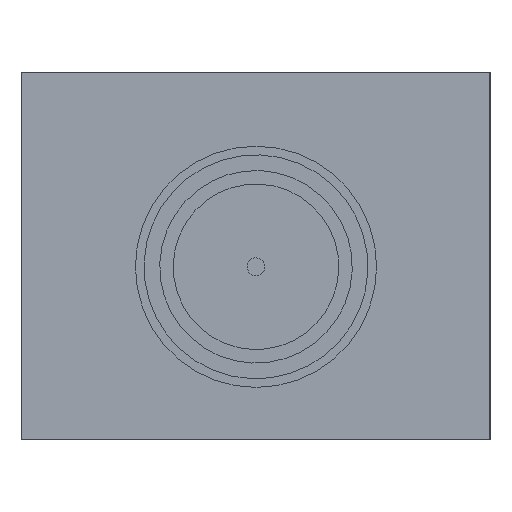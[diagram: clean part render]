
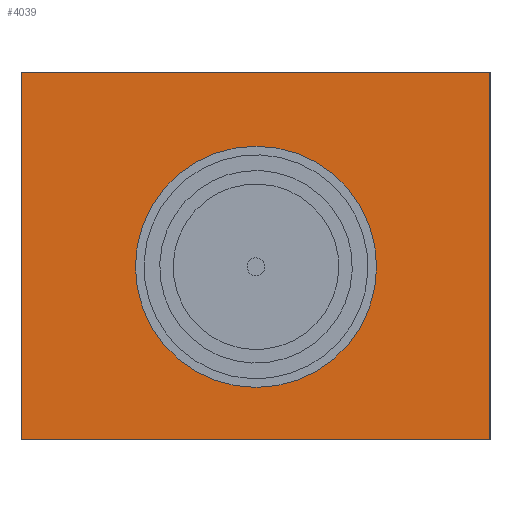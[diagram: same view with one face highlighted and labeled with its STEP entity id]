
A CAD part, left-side view. The second image highlights one B-rep face of the part: STEP entity #4039.
In plain terms, the highlighted planar face has unit normal (-1, 0, 0).
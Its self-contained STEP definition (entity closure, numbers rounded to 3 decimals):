
#4039=ADVANCED_FACE('',(#10732,#10734),#10736,.F.);
#10732=FACE_BOUND('',#10733,.T.);
#10733=EDGE_LOOP('',(#13481,#13482,#13483,#13484));
#10734=FACE_BOUND('',#10735,.T.);
#10735=EDGE_LOOP('',(#13485));
#10736=PLANE('',#10737);
#10737=AXIS2_PLACEMENT_3D('',#10738,#10739,#10740);
#10738=CARTESIAN_POINT('',(-23.7,-6.5,10.2));
#10739=DIRECTION('',(1.,0.,0.));
#10740=DIRECTION('',(0.,0.,-1.));
#13481=ORIENTED_EDGE('',*,*,#14999,.T.);
#13482=ORIENTED_EDGE('',*,*,#15000,.F.);
#13483=ORIENTED_EDGE('',*,*,#14988,.F.);
#13484=ORIENTED_EDGE('',*,*,#14998,.T.);
#13485=ORIENTED_EDGE('',*,*,#13853,.F.);
#13853=EDGE_CURVE('',#15139,#15139,#15140,.T.);
#14988=EDGE_CURVE('',#17031,#17026,#17033,.T.);
#14998=EDGE_CURVE('',#17031,#17049,#17051,.T.);
#14999=EDGE_CURVE('',#17049,#17052,#17053,.T.);
#15000=EDGE_CURVE('',#17026,#17052,#17054,.T.);
#15139=VERTEX_POINT('',#17671);
#15140=CIRCLE('',#17672,3.35);
#17026=VERTEX_POINT('',#33482);
#17031=VERTEX_POINT('',#33491);
#17033=LINE('',#33495,#33496);
#17049=VERTEX_POINT('',#33529);
#17051=LINE('',#33533,#33534);
#17052=VERTEX_POINT('',#33536);
#17053=LINE('',#33537,#33538);
#17054=LINE('',#33540,#33541);
#17671=CARTESIAN_POINT('',(-23.7,0.,8.15));
#17672=AXIS2_PLACEMENT_3D('',#17673,#17674,#17675);
#17673=CARTESIAN_POINT('',(-23.7,0.,4.8));
#17674=DIRECTION('',(-1.,-0.,-0.));
#17675=DIRECTION('',(0.,0.,-1.));
#33482=CARTESIAN_POINT('',(-23.7,-6.5,10.2));
#33491=CARTESIAN_POINT('',(-23.7,6.5,10.2));
#33495=CARTESIAN_POINT('',(-23.7,6.5,10.2));
#33496=VECTOR('',#33497,1.);
#33497=DIRECTION('',(0.,-1.,0.));
#33529=CARTESIAN_POINT('',(-23.7,6.5,0.));
#33533=CARTESIAN_POINT('',(-23.7,6.5,10.2));
#33534=VECTOR('',#33535,1.);
#33535=DIRECTION('',(0.,0.,-1.));
#33536=CARTESIAN_POINT('',(-23.7,-6.5,0.));
#33537=CARTESIAN_POINT('',(-23.7,6.5,0.));
#33538=VECTOR('',#33539,1.);
#33539=DIRECTION('',(0.,-1.,0.));
#33540=CARTESIAN_POINT('',(-23.7,-6.5,10.2));
#33541=VECTOR('',#33542,1.);
#33542=DIRECTION('',(0.,0.,-1.));
